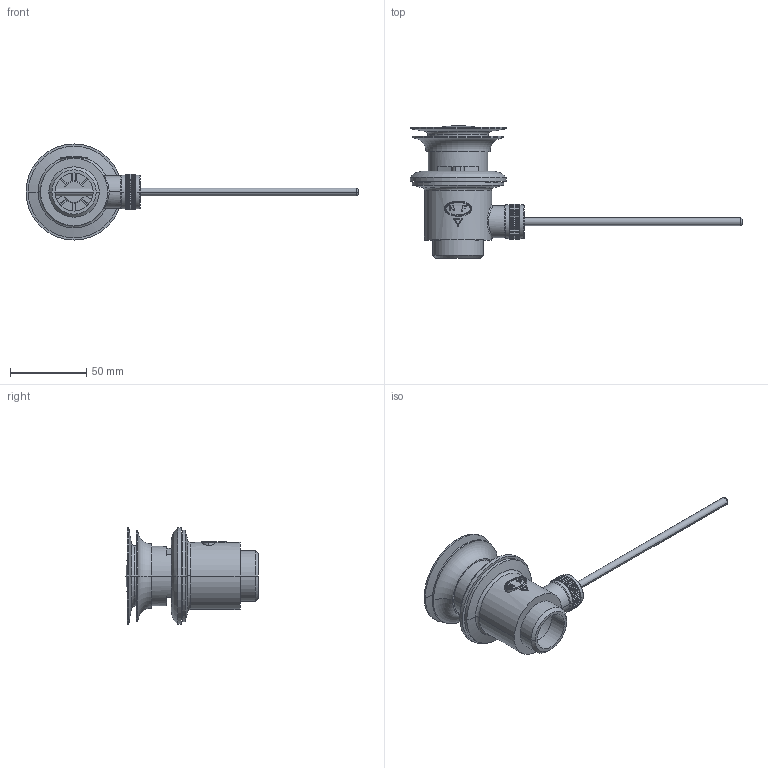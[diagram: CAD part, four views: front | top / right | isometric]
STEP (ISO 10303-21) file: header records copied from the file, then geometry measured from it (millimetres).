
FILE_DESCRIPTION((''),'2;1');
FILE_NAME('ZSCA003CR','2021-11-15T13:48:45',('ut3'),('PAFFONI SpA'),'CREO PARAMETRIC BY PTC INC, 2020044','CREO PARAMETRIC BY PTC INC, 2020044','');
FILE_SCHEMA(('CONFIG_CONTROL_DESIGN','SHAPE_APPEARANCE_LAYERS_GROUPS'));
Length unit declared in the file: millimetre
Products named in the file (1): ZSCA003CR
Bounding box: 217.64 x 87 x 63 mm (x, y, z)
Volume: 66401.1 mm3; surface area: 54603.4 mm2
Topology: 2 solids, 2 shells, 633 faces, 1538 edges, 912 vertices
Faces by surface type: plane 340, cone 147, cylinder 88, torus 38, bspline 8, sphere 8, extrusion 4
Entity records: 26610 total; most frequent: CARTESIAN_POINT 6056, ORIENTED_EDGE 3072, DIRECTION 3067, EDGE_CURVE 1536, AXIS2_PLACEMENT_3D 1204, FILL_AREA_STYLE_COLOUR 922, FILL_AREA_STYLE 922, SURFACE_STYLE_FILL_AREA 922
